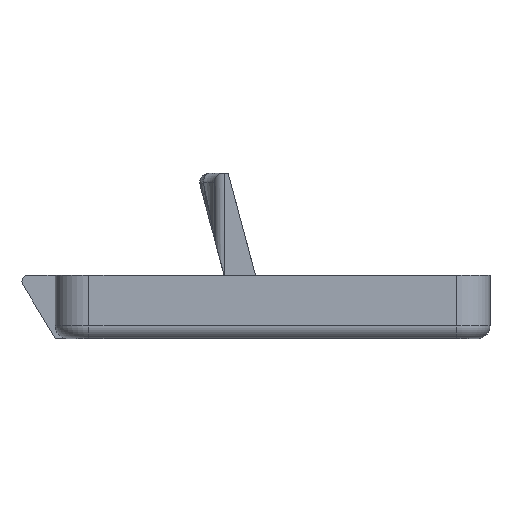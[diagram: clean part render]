
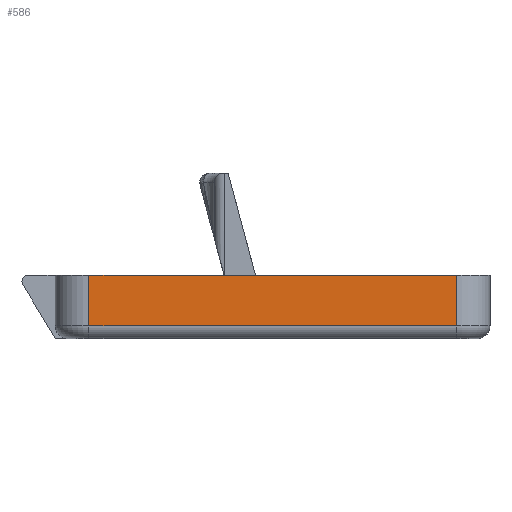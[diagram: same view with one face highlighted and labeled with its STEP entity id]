
A CAD part, front view. The second image highlights one B-rep face of the part: STEP entity #586.
In plain terms, the highlighted planar face has unit normal (0, -1, 0).
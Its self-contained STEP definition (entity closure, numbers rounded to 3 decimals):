
#56 = VERTEX_POINT('',#57);
#57 = CARTESIAN_POINT('',(103.25,-202.05,11.6));
#64 = EDGE_CURVE('',#65,#56,#67,.T.);
#65 = VERTEX_POINT('',#66);
#66 = CARTESIAN_POINT('',(161.,-202.05,11.6));
#67 = LINE('',#68,#69);
#68 = CARTESIAN_POINT('',(161.,-202.05,11.6));
#69 = VECTOR('',#70,1.);
#70 = DIRECTION('',(-1.,0.,0.));
#527 = EDGE_CURVE('',#528,#56,#530,.T.);
#528 = VERTEX_POINT('',#529);
#529 = CARTESIAN_POINT('',(103.25,-202.05,3.6));
#530 = LINE('',#531,#532);
#531 = CARTESIAN_POINT('',(103.25,-202.05,1.6));
#532 = VECTOR('',#533,1.);
#533 = DIRECTION('',(0.,0.,1.));
#586 = ADVANCED_FACE('',(#587),#605,.T.);
#587 = FACE_BOUND('',#588,.T.);
#588 = EDGE_LOOP('',(#589,#597,#598,#599));
#589 = ORIENTED_EDGE('',*,*,#590,.T.);
#590 = EDGE_CURVE('',#591,#65,#593,.T.);
#591 = VERTEX_POINT('',#592);
#592 = CARTESIAN_POINT('',(161.,-202.05,3.6));
#593 = LINE('',#594,#595);
#594 = CARTESIAN_POINT('',(161.,-202.05,1.6));
#595 = VECTOR('',#596,1.);
#596 = DIRECTION('',(0.,0.,1.));
#597 = ORIENTED_EDGE('',*,*,#64,.T.);
#598 = ORIENTED_EDGE('',*,*,#527,.F.);
#599 = ORIENTED_EDGE('',*,*,#600,.T.);
#600 = EDGE_CURVE('',#528,#591,#601,.T.);
#601 = LINE('',#602,#603);
#602 = CARTESIAN_POINT('',(103.25,-202.05,3.6));
#603 = VECTOR('',#604,1.);
#604 = DIRECTION('',(1.,0.,0.));
#605 = PLANE('',#606);
#606 = AXIS2_PLACEMENT_3D('',#607,#608,#609);
#607 = CARTESIAN_POINT('',(161.,-202.05,1.6));
#608 = DIRECTION('',(0.,-1.,0.));
#609 = DIRECTION('',(-1.,0.,0.));
